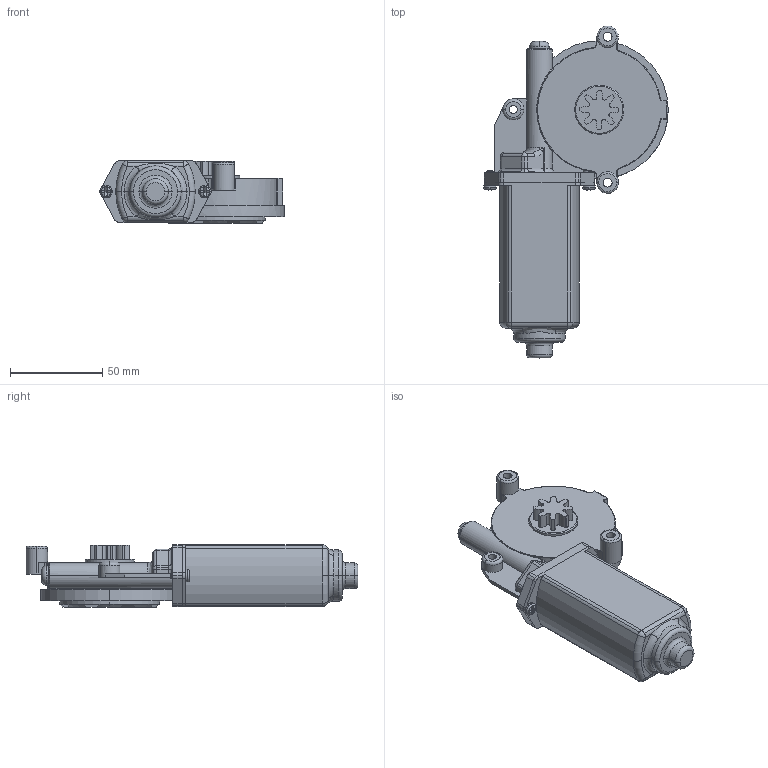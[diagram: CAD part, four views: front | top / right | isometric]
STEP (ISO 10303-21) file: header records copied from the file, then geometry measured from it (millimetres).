
FILE_DESCRIPTION((''),'2;1');
FILE_NAME('Window Lift Motor.stp','2002-01-13T09:41:34',('Administrator'),(''),'Autodesk Inventor (tm) 5.0','Autodesk Inventor (tm) 5.0','');
FILE_SCHEMA(('CONFIG_CONTROL_DESIGN'));
Length unit declared in the file: inch
Products named in the file (5): Window Lift Motor; Lift Motor Housing; WF Motor; 6-32 UNC x 5-16 Phillips Pan Head; WF Gear
Assembly tree (5 placements, depth 2):
  Window Lift Motor
    Lift Motor Housing
    WF Motor
    6-32 UNC x 5-16 Phillips Pan Head  x2
    WF Gear
Bounding box: 100.27 x 180.34 x 33.91 mm (x, y, z)
Volume: 226984.6 mm3; surface area: 40741.8 mm2
Topology: 5 solids, 5 shells, 400 faces, 1038 edges, 645 vertices
Faces by surface type: cylinder 150, plane 134, cone 42, bspline 34, torus 32, sphere 8
Entity records: 13499 total; most frequent: CARTESIAN_POINT 3859, DIRECTION 2000, ORIENTED_EDGE 1892, EDGE_CURVE 946, AXIS2_PLACEMENT_3D 825, VERTEX_POINT 598, CIRCLE 486, EDGE_LOOP 380
